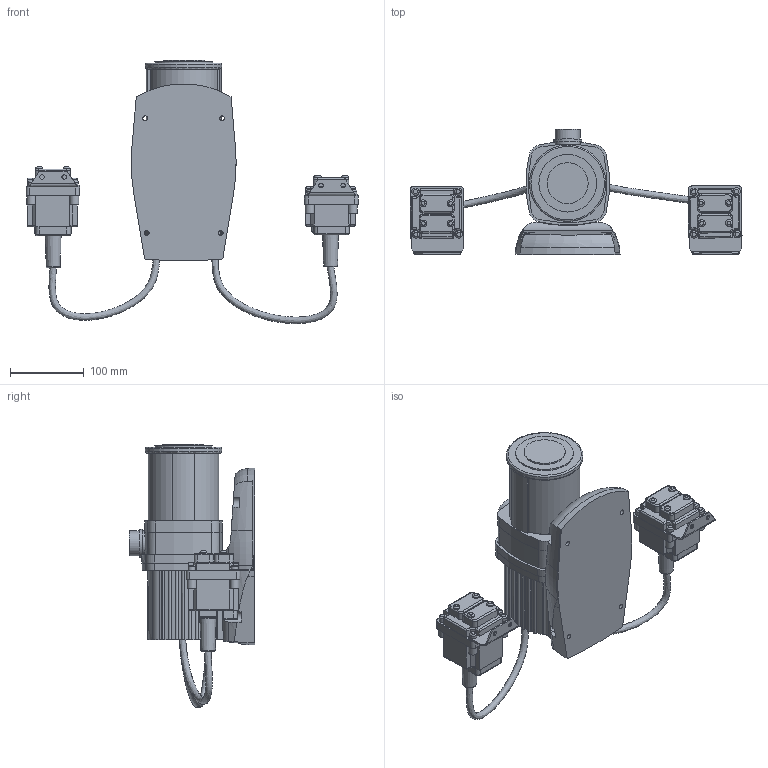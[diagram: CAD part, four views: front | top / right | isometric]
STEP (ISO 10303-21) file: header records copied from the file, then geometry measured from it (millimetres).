
FILE_DESCRIPTION(/* description */ (''),/* implementation_level */ '2;1');
FILE_NAME(/* name */ '50136_Varionaut 90_mitlogo_überprüft.stp',/* time_stamp */ '2014-09-12T11:38:49+02:00',/* author */ ('guzb562'),/* organization */ (''),/* preprocessor_version */ 'ST-DEVELOPER v15.2',/* originating_system */ 'Autodesk Inventor 2014',/* authorisation */ '');
FILE_SCHEMA (('AUTOMOTIVE_DESIGN { 1 0 10303 214 3 1 1 }'));
Length unit declared in the file: millimetre
Products named in the file (8): Varionaut 90 filter_ohne löcher; varionaut 90 körper_neu; Varionaut 90 Pumpenfuss; Box_DMX; Box_Power; 50136_Varionaut 90.Kabelbaum1; 50136_Varionaut 90
Bounding box: 448.96 x 169.07 x 356.11 mm (x, y, z)
Volume: 3226881.9 mm3; surface area: 433415.9 mm2
Topology: 5 solids, 8 shells, 919 faces, 2409 edges, 1537 vertices
Faces by surface type: plane 441, cylinder 301, bspline 113, torus 48, cone 8, sphere 8
Full cylindrical faces by diameter (mm): 5.5 x4, 6 x4, 6.5 x4, 6.6 x4, 9 x2, 9.213 x8, 9.761 x4, 9.81 x4, 29.869 x2, 33.7 x1, 38.08 x1, 43.991 x1, 48.3 x1, 53.802 x1, 55.438 x1, 78.004 x1, 87.035 x1, 87.902 x1, 93.356 x1, 95.254 x1, 103.366 x1
Entity records: 31587 total; most frequent: CARTESIAN_POINT 9276, ORIENTED_EDGE 4624, DIRECTION 4411, EDGE_CURVE 2314, AXIS2_PLACEMENT_3D 1579, VERTEX_POINT 1514, LINE 1253, VECTOR 1253
